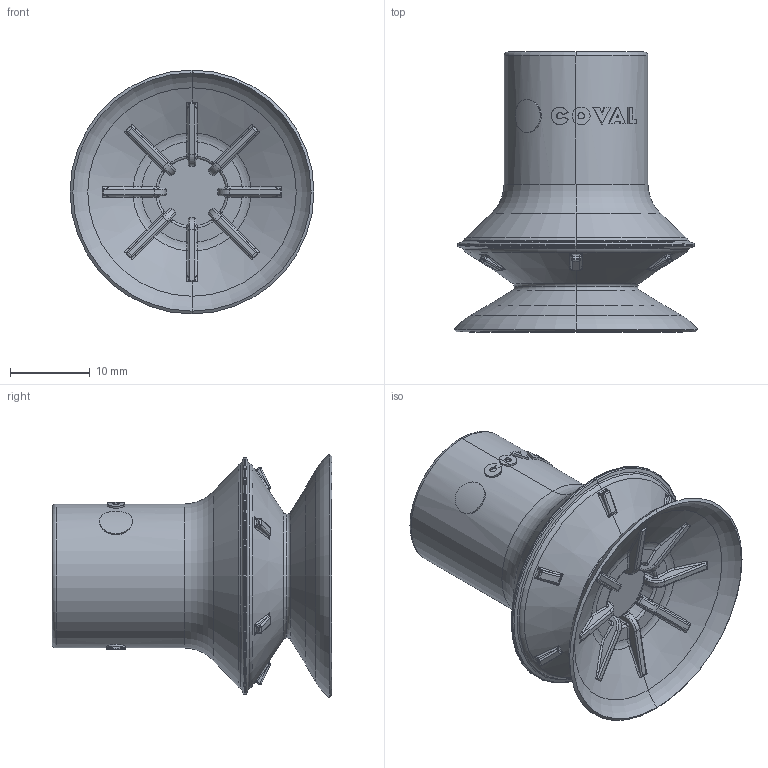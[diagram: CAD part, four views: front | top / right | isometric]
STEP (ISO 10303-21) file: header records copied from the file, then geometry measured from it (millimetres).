
FILE_DESCRIPTION(('STEP AP214'),'1');
FILE_NAME('COVAL_MVS301_5SIT5C.stp','2017-12-27T18:42:05',('TraceParts'),('TraceParts S.A.'),'Spatial InterOp 3D',' ',' ');
FILE_SCHEMA(('automotive_design'));
Length unit declared in the file: millimetre
Products named in the file (1): COVAL_MVS301_5SIT5C
Bounding box: 30.5 x 35 x 30.5 mm (x, y, z)
Volume: 9341 mm3; surface area: 4514.6 mm2
Topology: 1 solids, 1 shells, 627 faces, 1532 edges, 876 vertices
Faces by surface type: bspline 200, cylinder 194, plane 105, torus 58, sphere 54, cone 16
Entity records: 30944 total; most frequent: CARTESIAN_POINT 13157, ORIENTED_EDGE 2968, DIRECTION 2273, EDGE_CURVE 1484, AXIS2_PLACEMENT_3D 930, VERTEX_POINT 876, EDGE_LOOP 644, STYLED_ITEM 628
